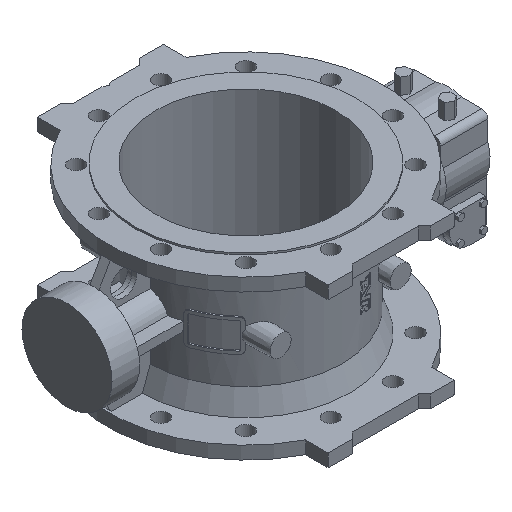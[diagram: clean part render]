
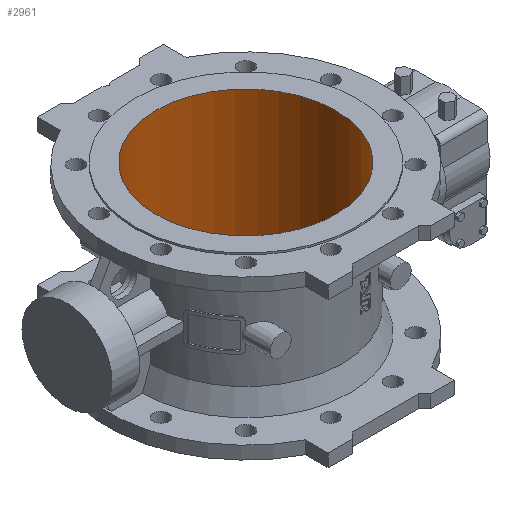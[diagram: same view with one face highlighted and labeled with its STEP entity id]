
A CAD part, isometric view. The second image highlights one B-rep face of the part: STEP entity #2961.
In plain terms, the highlighted cylindrical face has radius 150 mm (diameter 300 mm), a full revolution.
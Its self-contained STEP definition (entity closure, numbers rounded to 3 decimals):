
#1517 = EDGE_CURVE ( 'NONE', #3713, #3713, #8598, .T. ) ;
#1518 = EDGE_CURVE ( 'NONE', #3714, #3714, #8599, .T. ) ;
#1762 = AXIS2_PLACEMENT_3D ( 'NONE', #9277, #9278, #9279 ) ;
#1763 = AXIS2_PLACEMENT_3D ( 'NONE', #9280, #9281, #9282 ) ;
#1987 = AXIS2_PLACEMENT_3D ( 'NONE', #11670, #11667, #11663 ) ;
#2213 = EDGE_LOOP ( 'NONE', ( #10404 ) ) ;
#2214 = EDGE_LOOP ( 'NONE', ( #10405 ) ) ;
#2961 = ADVANCED_FACE ( 'NONE', ( #12050, #12056 ), #12058, .F. ) ;
#3713 = VERTEX_POINT ( 'NONE', #7664 ) ;
#3714 = VERTEX_POINT ( 'NONE', #7665 ) ;
#7664 = CARTESIAN_POINT ( 'NONE',  ( 0., 144., 135. ) ) ;
#7665 = CARTESIAN_POINT ( 'NONE',  ( 0., -156., -135. ) ) ;
#8598 = CIRCLE ( 'NONE', #1762, 150. ) ;
#8599 = CIRCLE ( 'NONE', #1763, 150. ) ;
#9277 = CARTESIAN_POINT ( 'NONE',  ( 0., -6., 135. ) ) ;
#9278 = DIRECTION ( 'NONE',  ( 0., 0., -1. ) ) ;
#9279 = DIRECTION ( 'NONE',  ( 0., 1., 0. ) ) ;
#9280 = CARTESIAN_POINT ( 'NONE',  ( 0., -6., -135. ) ) ;
#9281 = DIRECTION ( 'NONE',  ( 0., 0., -1. ) ) ;
#9282 = DIRECTION ( 'NONE',  ( 0., -1., 0. ) ) ;
#10404 = ORIENTED_EDGE ( 'NONE', *, *, #1517, .F. ) ;
#10405 = ORIENTED_EDGE ( 'NONE', *, *, #1518, .T. ) ;
#11663 = DIRECTION ( 'NONE',  ( 0., 1., 0. ) ) ;
#11667 = DIRECTION ( 'NONE',  ( 0., 0., -1. ) ) ;
#11670 = CARTESIAN_POINT ( 'NONE',  ( 0., -6., -133.661 ) ) ;
#12050 = FACE_OUTER_BOUND ( 'NONE', #2213, .T. ) ;
#12056 = FACE_OUTER_BOUND ( 'NONE', #2214, .T. ) ;
#12058 = CYLINDRICAL_SURFACE ( 'NONE', #1987, 150. ) ;
